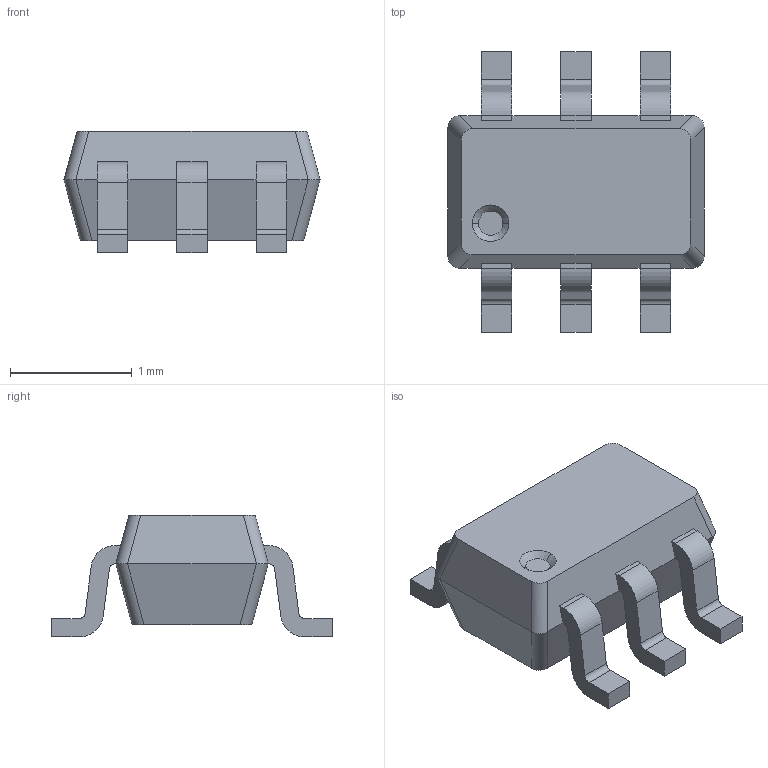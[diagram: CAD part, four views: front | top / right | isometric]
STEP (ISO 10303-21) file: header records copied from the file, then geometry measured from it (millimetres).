
FILE_DESCRIPTION(('FreeCAD Model'),'2;1');
FILE_NAME('User Library-sot363.step', '2017-07-12T23:38:35',('Author'),(''), 'Open CASCADE STEP processor 6.8','FreeCAD','Unknown');
FILE_SCHEMA(('AUTOMOTIVE_DESIGN_CC2 { 1 2 10303 214 -1 1 5 4 }'));
Length unit declared in the file: inch
Products named in the file (2): ASSEMBLY; User_Library-sot363
Assembly tree (1 placements, depth 2):
  ASSEMBLY
    User_Library-sot363
Bounding box: 2.1 x 2.3 x 1 mm (x, y, z)
Volume: 2.2 mm3; surface area: 14.2 mm2
Topology: 1 solids, 1 shells, 99 faces, 268 edges, 172 vertices
Faces by surface type: plane 65, cylinder 32, cone 2
Entity records: 10351 total; most frequent: CARTESIAN_POINT 4545, DIRECTION 878, LINE 544, VECTOR 544, ORIENTED_EDGE 536, PCURVE 536, DEFINITIONAL_REPRESENTATION 536, EDGE_CURVE 268
